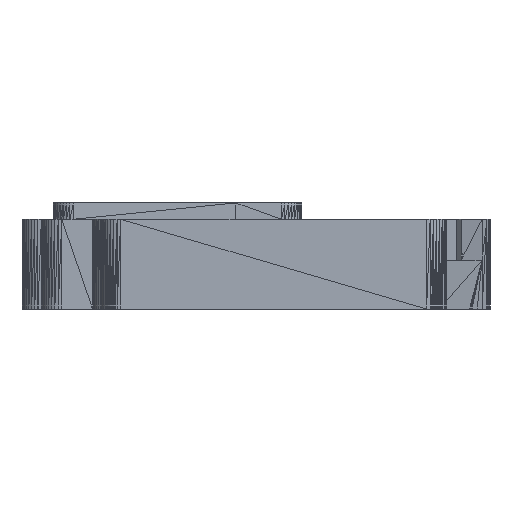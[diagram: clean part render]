
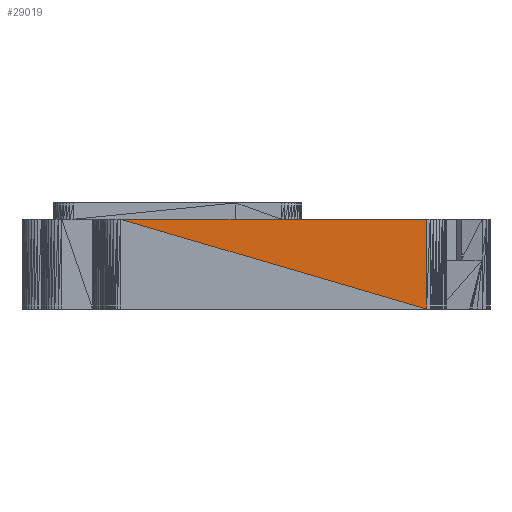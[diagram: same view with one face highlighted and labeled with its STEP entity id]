
A CAD part, left-side view. The second image highlights one B-rep face of the part: STEP entity #29019.
In plain terms, the highlighted planar face has unit normal (-1, 0, 0).
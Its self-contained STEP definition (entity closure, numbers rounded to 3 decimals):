
#29019 = ADVANCED_FACE('',(#29020),#29046,.T.);
#29020 = FACE_BOUND('',#29021,.T.);
#29021 = EDGE_LOOP('',(#29022,#29032,#29040));
#29022 = ORIENTED_EDGE('',*,*,#29023,.F.);
#29023 = EDGE_CURVE('',#29024,#29026,#29028,.T.);
#29024 = VERTEX_POINT('',#29025);
#29025 = CARTESIAN_POINT('',(86.,-159.,0.));
#29026 = VERTEX_POINT('',#29027);
#29027 = CARTESIAN_POINT('',(86.,-84.,22.));
#29028 = LINE('',#29029,#29030);
#29029 = CARTESIAN_POINT('',(86.,-159.,0.));
#29030 = VECTOR('',#29031,1.);
#29031 = DIRECTION('',(0.,0.96,0.281));
#29032 = ORIENTED_EDGE('',*,*,#29033,.F.);
#29033 = EDGE_CURVE('',#29034,#29024,#29036,.T.);
#29034 = VERTEX_POINT('',#29035);
#29035 = CARTESIAN_POINT('',(86.,-159.,22.));
#29036 = LINE('',#29037,#29038);
#29037 = CARTESIAN_POINT('',(86.,-159.,22.));
#29038 = VECTOR('',#29039,1.);
#29039 = DIRECTION('',(0.,0.,-1.));
#29040 = ORIENTED_EDGE('',*,*,#29041,.F.);
#29041 = EDGE_CURVE('',#29026,#29034,#29042,.T.);
#29042 = LINE('',#29043,#29044);
#29043 = CARTESIAN_POINT('',(86.,-84.,22.));
#29044 = VECTOR('',#29045,1.);
#29045 = DIRECTION('',(0.,-1.,0.));
#29046 = PLANE('',#29047);
#29047 = AXIS2_PLACEMENT_3D('',#29048,#29049,#29050);
#29048 = CARTESIAN_POINT('',(86.,-126.21,15.71));
#29049 = DIRECTION('',(-1.,-0.,-0.));
#29050 = DIRECTION('',(0.,0.,-1.));
